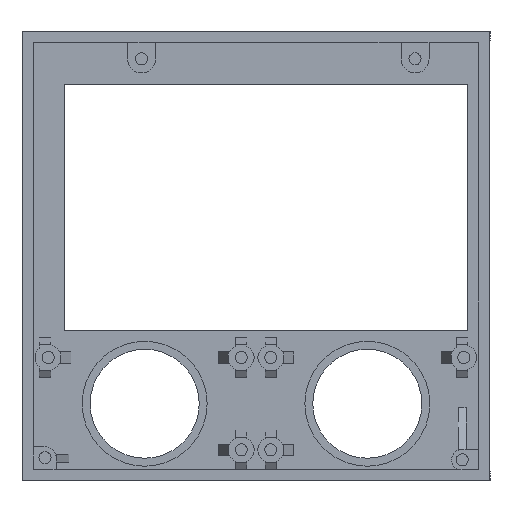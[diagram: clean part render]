
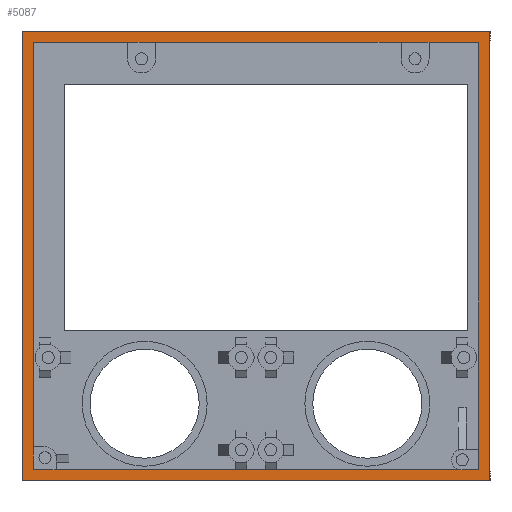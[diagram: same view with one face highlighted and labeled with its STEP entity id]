
A CAD part, front view. The second image highlights one B-rep face of the part: STEP entity #5087.
In plain terms, the highlighted planar face has unit normal (0, -1, 0).
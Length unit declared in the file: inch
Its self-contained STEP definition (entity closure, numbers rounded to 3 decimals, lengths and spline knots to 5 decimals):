
#82 = EDGE_CURVE ( 'NONE', #95, #4907, #1618, .T. ) ;
#91 = CARTESIAN_POINT ( 'NONE',  ( -1.13015, 0., 2.38 ) ) ;
#95 = VERTEX_POINT ( 'NONE', #249 ) ;
#144 = EDGE_CURVE ( 'NONE', #3692, #95, #1361, .T. ) ;
#156 = CARTESIAN_POINT ( 'NONE',  ( 2.06, 0., 2.48 ) ) ;
#226 = VECTOR ( 'NONE', #1143, 39.37008 ) ;
#249 = CARTESIAN_POINT ( 'NONE',  ( -0.88385, 0., 2.38 ) ) ;
#338 = VERTEX_POINT ( 'NONE', #3129 ) ;
#378 = LINE ( 'NONE', #1216, #3951 ) ;
#393 = EDGE_CURVE ( 'NONE', #1079, #1272, #1853, .T. ) ;
#397 = ORIENTED_EDGE ( 'NONE', *, *, #1979, .T. ) ;
#406 = ORIENTED_EDGE ( 'NONE', *, *, #1688, .T. ) ;
#414 = EDGE_CURVE ( 'NONE', #4907, #338, #1608, .T. ) ;
#415 = VERTEX_POINT ( 'NONE', #1583 ) ;
#563 = VERTEX_POINT ( 'NONE', #1488 ) ;
#633 = VERTEX_POINT ( 'NONE', #3072 ) ;
#645 = EDGE_LOOP ( 'NONE', ( #2532, #3713, #1823, #3973 ) ) ;
#696 = VECTOR ( 'NONE', #4258, 39.37008 ) ;
#798 = FACE_OUTER_BOUND ( 'NONE', #645, .T. ) ;
#916 = ORIENTED_EDGE ( 'NONE', *, *, #3939, .T. ) ;
#939 = ORIENTED_EDGE ( 'NONE', *, *, #4996, .T. ) ;
#947 = CARTESIAN_POINT ( 'NONE',  ( 1.27685, 0., 2.38 ) ) ;
#958 = DIRECTION ( 'NONE',  ( 0., 0., 1. ) ) ;
#1029 = DIRECTION ( 'NONE',  ( 1., 0., 0. ) ) ;
#1032 = EDGE_CURVE ( 'NONE', #4037, #2416, #2409, .T. ) ;
#1079 = VERTEX_POINT ( 'NONE', #2863 ) ;
#1086 = LINE ( 'NONE', #4227, #1696 ) ;
#1109 = LINE ( 'NONE', #156, #4002 ) ;
#1143 = DIRECTION ( 'NONE',  ( -1., 0., 0. ) ) ;
#1155 = LINE ( 'NONE', #4073, #3181 ) ;
#1184 = LINE ( 'NONE', #3825, #1347 ) ;
#1206 = CARTESIAN_POINT ( 'NONE',  ( 0., 0., -1.38 ) ) ;
#1216 = CARTESIAN_POINT ( 'NONE',  ( -2.06, 0., -1.48 ) ) ;
#1272 = VERTEX_POINT ( 'NONE', #4137 ) ;
#1343 = LINE ( 'NONE', #1367, #2761 ) ;
#1347 = VECTOR ( 'NONE', #1929, 39.37008 ) ;
#1361 = LINE ( 'NONE', #2287, #696 ) ;
#1367 = CARTESIAN_POINT ( 'NONE',  ( 1.96, 0., 0. ) ) ;
#1429 = EDGE_CURVE ( 'NONE', #1640, #4037, #378, .T. ) ;
#1439 = CARTESIAN_POINT ( 'NONE',  ( -1.96, 0., 2.38 ) ) ;
#1488 = CARTESIAN_POINT ( 'NONE',  ( 1.96, 0., -1.20185 ) ) ;
#1526 = VECTOR ( 'NONE', #1612, 39.37008 ) ;
#1580 = ORIENTED_EDGE ( 'NONE', *, *, #82, .T. ) ;
#1583 = CARTESIAN_POINT ( 'NONE',  ( -1.96, 0., -1.1785 ) ) ;
#1608 = LINE ( 'NONE', #4705, #3523 ) ;
#1612 = DIRECTION ( 'NONE',  ( 1., 0., 0. ) ) ;
#1618 = LINE ( 'NONE', #4581, #4020 ) ;
#1640 = VERTEX_POINT ( 'NONE', #2280 ) ;
#1688 = EDGE_CURVE ( 'NONE', #415, #4220, #1184, .T. ) ;
#1696 = VECTOR ( 'NONE', #1029, 39.37008 ) ;
#1763 = LINE ( 'NONE', #2359, #1526 ) ;
#1793 = CARTESIAN_POINT ( 'NONE',  ( 1.77709, 0., -1.38 ) ) ;
#1823 = ORIENTED_EDGE ( 'NONE', *, *, #2819, .F. ) ;
#1853 = LINE ( 'NONE', #4342, #3689 ) ;
#1929 = DIRECTION ( 'NONE',  ( 0., 0., 1. ) ) ;
#1946 = ORIENTED_EDGE ( 'NONE', *, *, #4267, .T. ) ;
#1979 = EDGE_CURVE ( 'NONE', #1272, #415, #4989, .T. ) ;
#2074 = LINE ( 'NONE', #3478, #2182 ) ;
#2085 = VECTOR ( 'NONE', #3201, 39.37008 ) ;
#2182 = VECTOR ( 'NONE', #3401, 39.37008 ) ;
#2255 = VERTEX_POINT ( 'NONE', #4954 ) ;
#2280 = CARTESIAN_POINT ( 'NONE',  ( 2.06, 0., -1.48 ) ) ;
#2287 = CARTESIAN_POINT ( 'NONE',  ( 0., 0., 2.38 ) ) ;
#2295 = CARTESIAN_POINT ( 'NONE',  ( 0., 0., 0. ) ) ;
#2359 = CARTESIAN_POINT ( 'NONE',  ( -2.06, 0., 2.48 ) ) ;
#2409 = LINE ( 'NONE', #2455, #3209 ) ;
#2416 = VERTEX_POINT ( 'NONE', #2704 ) ;
#2433 = AXIS2_PLACEMENT_3D ( 'NONE', #2295, #3471, #4686 ) ;
#2455 = CARTESIAN_POINT ( 'NONE',  ( -2.06, 0., 2.48 ) ) ;
#2532 = ORIENTED_EDGE ( 'NONE', *, *, #1032, .F. ) ;
#2570 = DIRECTION ( 'NONE',  ( 1., 0., 0. ) ) ;
#2704 = CARTESIAN_POINT ( 'NONE',  ( -2.06, 0., 2.48 ) ) ;
#2761 = VECTOR ( 'NONE', #2896, 39.37008 ) ;
#2819 = EDGE_CURVE ( 'NONE', #2255, #1640, #1109, .T. ) ;
#2863 = CARTESIAN_POINT ( 'NONE',  ( -1.76, 0., -1.38 ) ) ;
#2896 = DIRECTION ( 'NONE',  ( 0., 0., -1. ) ) ;
#3072 = CARTESIAN_POINT ( 'NONE',  ( 1.96, 0., 2.38 ) ) ;
#3088 = ORIENTED_EDGE ( 'NONE', *, *, #393, .T. ) ;
#3095 = CARTESIAN_POINT ( 'NONE',  ( 0., 0., -1.38 ) ) ;
#3129 = CARTESIAN_POINT ( 'NONE',  ( 1.52315, 0., 2.38 ) ) ;
#3153 = EDGE_CURVE ( 'NONE', #633, #563, #1343, .T. ) ;
#3174 = DIRECTION ( 'NONE',  ( -1., 0., 0. ) ) ;
#3181 = VECTOR ( 'NONE', #4087, 39.37008 ) ;
#3201 = DIRECTION ( 'NONE',  ( 0., 0., 1. ) ) ;
#3209 = VECTOR ( 'NONE', #958, 39.37008 ) ;
#3285 = VERTEX_POINT ( 'NONE', #1793 ) ;
#3293 = DIRECTION ( 'NONE',  ( 0., 0., -1. ) ) ;
#3307 = CARTESIAN_POINT ( 'NONE',  ( 1.96, 0., -1.38 ) ) ;
#3401 = DIRECTION ( 'NONE',  ( 1., 0., 0. ) ) ;
#3423 = VECTOR ( 'NONE', #3174, 39.37008 ) ;
#3471 = DIRECTION ( 'NONE',  ( 0., -1., 0. ) ) ;
#3478 = CARTESIAN_POINT ( 'NONE',  ( 0., 0., 2.38 ) ) ;
#3506 = EDGE_CURVE ( 'NONE', #2416, #2255, #1763, .T. ) ;
#3510 = DIRECTION ( 'NONE',  ( -1., 0., 0. ) ) ;
#3523 = VECTOR ( 'NONE', #4284, 39.37008 ) ;
#3599 = ORIENTED_EDGE ( 'NONE', *, *, #414, .T. ) ;
#3689 = VECTOR ( 'NONE', #3510, 39.37008 ) ;
#3692 = VERTEX_POINT ( 'NONE', #91 ) ;
#3713 = ORIENTED_EDGE ( 'NONE', *, *, #1429, .F. ) ;
#3760 = ORIENTED_EDGE ( 'NONE', *, *, #144, .T. ) ;
#3825 = CARTESIAN_POINT ( 'NONE',  ( -1.96, 0., 0. ) ) ;
#3939 = EDGE_CURVE ( 'NONE', #4894, #3285, #4596, .T. ) ;
#3951 = VECTOR ( 'NONE', #3960, 39.37008 ) ;
#3960 = DIRECTION ( 'NONE',  ( -1., 0., 0. ) ) ;
#3973 = ORIENTED_EDGE ( 'NONE', *, *, #3506, .F. ) ;
#4002 = VECTOR ( 'NONE', #3293, 39.37008 ) ;
#4020 = VECTOR ( 'NONE', #2570, 39.37008 ) ;
#4037 = VERTEX_POINT ( 'NONE', #4161 ) ;
#4073 = CARTESIAN_POINT ( 'NONE',  ( 1.96, 0., 0. ) ) ;
#4087 = DIRECTION ( 'NONE',  ( 0., 0., -1. ) ) ;
#4132 = ORIENTED_EDGE ( 'NONE', *, *, #3153, .T. ) ;
#4137 = CARTESIAN_POINT ( 'NONE',  ( -1.96, 0., -1.38 ) ) ;
#4161 = CARTESIAN_POINT ( 'NONE',  ( -2.06, 0., -1.48 ) ) ;
#4208 = ORIENTED_EDGE ( 'NONE', *, *, #4848, .T. ) ;
#4220 = VERTEX_POINT ( 'NONE', #1439 ) ;
#4227 = CARTESIAN_POINT ( 'NONE',  ( 0., 0., 2.38 ) ) ;
#4258 = DIRECTION ( 'NONE',  ( 1., 0., 0. ) ) ;
#4267 = EDGE_CURVE ( 'NONE', #3285, #1079, #4977, .T. ) ;
#4268 = EDGE_LOOP ( 'NONE', ( #916, #1946, #3088, #397, #406, #939, #3760, #1580, #3599, #5089, #4132, #4208 ) ) ;
#4284 = DIRECTION ( 'NONE',  ( 1., 0., 0. ) ) ;
#4300 = EDGE_CURVE ( 'NONE', #338, #633, #2074, .T. ) ;
#4342 = CARTESIAN_POINT ( 'NONE',  ( 0., 0., -1.38 ) ) ;
#4386 = CARTESIAN_POINT ( 'NONE',  ( -1.96, 0., 0. ) ) ;
#4581 = CARTESIAN_POINT ( 'NONE',  ( 0., 0., 2.38 ) ) ;
#4596 = LINE ( 'NONE', #1206, #3423 ) ;
#4663 = PLANE ( 'NONE',  #2433 ) ;
#4686 = DIRECTION ( 'NONE',  ( 0., 0., -1. ) ) ;
#4705 = CARTESIAN_POINT ( 'NONE',  ( 0., 0., 2.38 ) ) ;
#4740 = FACE_BOUND ( 'NONE', #4268, .T. ) ;
#4848 = EDGE_CURVE ( 'NONE', #563, #4894, #1155, .T. ) ;
#4894 = VERTEX_POINT ( 'NONE', #3307 ) ;
#4907 = VERTEX_POINT ( 'NONE', #947 ) ;
#4954 = CARTESIAN_POINT ( 'NONE',  ( 2.06, 0., 2.48 ) ) ;
#4977 = LINE ( 'NONE', #3095, #226 ) ;
#4989 = LINE ( 'NONE', #4386, #2085 ) ;
#4996 = EDGE_CURVE ( 'NONE', #4220, #3692, #1086, .T. ) ;
#5087 = ADVANCED_FACE ( 'NONE', ( #798, #4740 ), #4663, .T. ) ;
#5089 = ORIENTED_EDGE ( 'NONE', *, *, #4300, .T. ) ;
